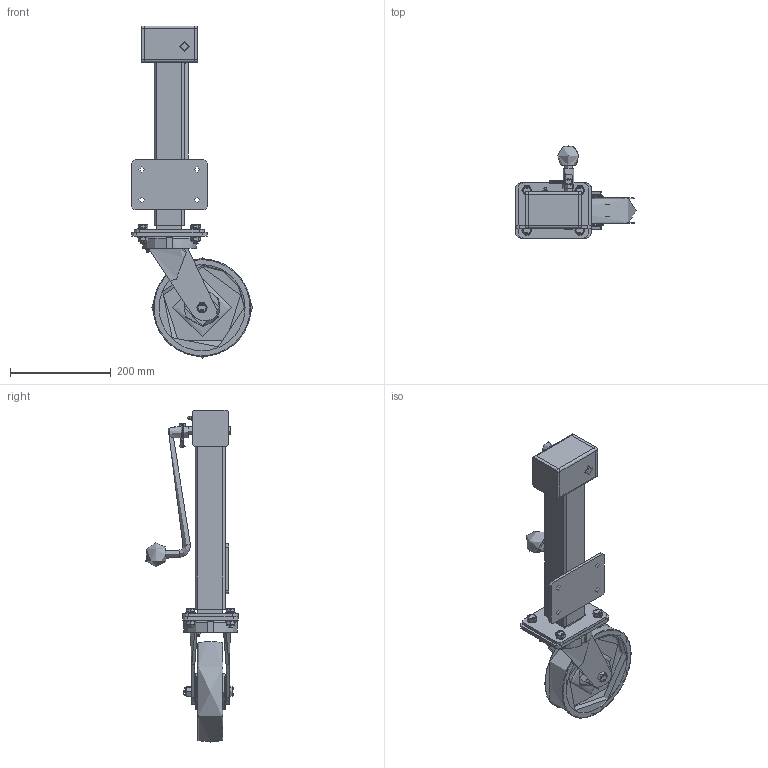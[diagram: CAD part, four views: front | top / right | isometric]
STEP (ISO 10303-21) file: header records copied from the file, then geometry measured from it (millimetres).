
FILE_DESCRIPTION(/* description */ (''),/* implementation_level */ '2;1');
FILE_NAME(/* name */ 'JAZHSK200NYBJRH.step',/* time_stamp */ '2025-06-24T11:51:17+01:00',/* author */ (''),/* organization */ (''),/* preprocessor_version */ 'ST-DEVELOPER v20.1',/* originating_system */ 'Autodesk Translation Framework v14.10.0.0',/* authorisation */ '');
FILE_SCHEMA (('AUTOMOTIVE_DESIGN { 1 0 10303 214 3 1 1 }'));
Products named in the file (86): JAZHSK200NYBJRH; BZK200AS - 62 v1; FABRICATED STEEL FORKS; FABRICATED STEEL FORKS Geometry; GREESE NIPPLE; FABRICATED STEEL TOP PLATE; BZXH200WNYBJM20 v1; BZXH200WNYBJ; WHITE NYLON WHEEL; BSM20XM30; ZINC PLATED BEARING SPACER; BEARING6204; BEARING62042; BALL BEARINGS; BEARING6204 (1); BEARING62042 (1); BALL BEARINGS (1); Component3; INNER; OUTER; MIDDLE; RUBBER (1); JAZXHRH v1; JAZXHRH; BASE; BODY; RUBBER; PLATE; GOLD TUBE; HANDLE LOCATOR; PIN; PIN2; LOCK; GREASE NIPPLE; HAND GRIP; HANDLE; TH20X2X12 v1; ZINC PLATED HEADED SPACER; TH20X2X12 v1 (1); ZINC PLATED HEADED SPACER (1) ...
Assembly tree (104 placements, depth 6):
  JAZHSK200NYBJRH
    BZK200AS - 62 v1
      FABRICATED STEEL FORKS
        FABRICATED STEEL FORKS Geometry
        GREESE NIPPLE
      FABRICATED STEEL TOP PLATE
    BZXH200WNYBJM20 v1
      BZXH200WNYBJ
        WHITE NYLON WHEEL
      BSM20XM30
        ZINC PLATED BEARING SPACER
      BEARING6204
        BEARING62042
          INNER
          OUTER
          BALL BEARINGS
            Component3  x8
          MIDDLE
          RUBBER (1)
      BEARING6204 (1)
        BEARING62042 (1)
          BALL BEARINGS (1)
            Component3  x8
          INNER
          OUTER
          MIDDLE
          RUBBER (1)
    JAZXHRH v1
      JAZXHRH
        BASE
        BODY
        RUBBER
        PLATE
        GOLD TUBE
        HANDLE LOCATOR
        PIN
          PIN2
          LOCK
        GREASE NIPPLE
        HAND GRIP
        HANDLE
    TH20X2X12 v1
      ZINC PLATED HEADED SPACER
    TH20X2X12 v1 (1)
      ZINC PLATED HEADED SPACER (1)
    HEXBOLTM12X90Z8.8 v2
      GRADE 8.8 ZINC PLATED BOLT
    NYLOCM12Z14MM v1
      NYLOC NUT
        NUT
        RUBBER (2)
    WM10X21X2 v1
      ZINC PLATED WASHER
    WM10X21X2 v1 (1)
      ZINC PLATED WASHER (1)
    WM10X21X2 v1 (2)
      ZINC PLATED WASHER (2)
    WM10X21X2 v1 (3)
      ZINC PLATED WASHER (3)
    WM10X21X2 v1 (4)
Bounding box: 240 x 183.21 x 660 mm (x, y, z)
Volume: 2846684.4 mm3; surface area: 698532.7 mm2
Topology: 68 solids, 68 shells, 2090 faces, 5169 edges, 3322 vertices
Faces by surface type: plane 799, cylinder 626, bspline 458, sphere 141, torus 56, cone 10
Full cylindrical faces by diameter (mm): 2 x10, 3 x1, 6.25 x3, 6.75 x1, 8.141 x24, 9.836 x16, 9.85 x48, 10 x12, 10.5 x8, 11 x4, 11.834 x16, 12 x12, 12.2 x2, 13 x2, 14 x2, 15 x3, 16 x10, 16.1 x1, 17.75 x1, 18.5 x1, 19.8 x2, 20 x10, 21 x3, 21.5 x1, 22 x1, 25 x2, 25.4 x1, 27 x2, 28.5 x8, 30.8 x4
Entity records: 81608 total; most frequent: CARTESIAN_POINT 40491, ORIENTED_EDGE 8368, DIRECTION 7583, EDGE_CURVE 4184, AXIS2_PLACEMENT_3D 2848, VERTEX_POINT 2684, EDGE_LOOP 1984, LINE 1887
